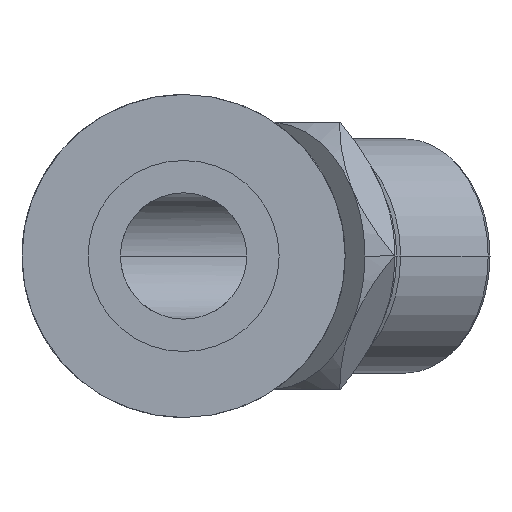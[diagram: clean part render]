
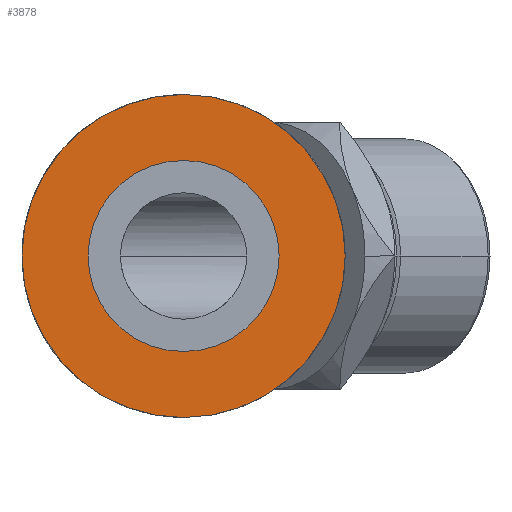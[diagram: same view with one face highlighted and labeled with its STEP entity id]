
A CAD part, left-side view. The second image highlights one B-rep face of the part: STEP entity #3878.
In plain terms, the highlighted planar face has unit normal (-1, 0, 0).
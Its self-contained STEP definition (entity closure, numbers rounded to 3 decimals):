
#114 = CARTESIAN_POINT ( 'NONE',  ( 0., 0., 11.5 ) ) ;
#206 = CARTESIAN_POINT ( 'NONE',  ( 0., 0., 0. ) ) ;
#442 = EDGE_CURVE ( 'NONE', #1648, #5209, #6296, .T. ) ;
#758 = EDGE_CURVE ( 'NONE', #7286, #3832, #8278, .T. ) ;
#875 = DIRECTION ( 'NONE',  ( 1., 0., 0. ) ) ;
#1481 = DIRECTION ( 'NONE',  ( 0., 0., -1. ) ) ;
#1626 = DIRECTION ( 'NONE',  ( -1., 0., 0. ) ) ;
#1648 = VERTEX_POINT ( 'NONE', #114 ) ;
#2367 = AXIS2_PLACEMENT_3D ( 'NONE', #4971, #1626, #8374 ) ;
#2447 = DIRECTION ( 'NONE',  ( 1., 0., 0. ) ) ;
#2601 = DIRECTION ( 'NONE',  ( 0., 0., -1. ) ) ;
#2807 = CIRCLE ( 'NONE', #3921, 11.5 ) ;
#3269 = PLANE ( 'NONE',  #5460 ) ;
#3804 = FACE_BOUND ( 'NONE', #7106, .T. ) ;
#3832 = VERTEX_POINT ( 'NONE', #8614 ) ;
#3878 = ADVANCED_FACE ( 'NONE', ( #3804, #8531 ), #3269, .F. ) ;
#3921 = AXIS2_PLACEMENT_3D ( 'NONE', #4276, #7017, #7815 ) ;
#4127 = ORIENTED_EDGE ( 'NONE', *, *, #442, .T. ) ;
#4276 = CARTESIAN_POINT ( 'NONE',  ( 0., 0., 0. ) ) ;
#4329 = ORIENTED_EDGE ( 'NONE', *, *, #5384, .T. ) ;
#4598 = AXIS2_PLACEMENT_3D ( 'NONE', #206, #875, #1481 ) ;
#4728 = CARTESIAN_POINT ( 'NONE',  ( 0., 0., 6.8 ) ) ;
#4971 = CARTESIAN_POINT ( 'NONE',  ( 0., 0., 0. ) ) ;
#5143 = ORIENTED_EDGE ( 'NONE', *, *, #758, .T. ) ;
#5209 = VERTEX_POINT ( 'NONE', #6523 ) ;
#5384 = EDGE_CURVE ( 'NONE', #3832, #7286, #7438, .T. ) ;
#5460 = AXIS2_PLACEMENT_3D ( 'NONE', #8488, #2447, #7823 ) ;
#5855 = CARTESIAN_POINT ( 'NONE',  ( 0., 0., 0. ) ) ;
#5886 = AXIS2_PLACEMENT_3D ( 'NONE', #5855, #6437, #2601 ) ;
#6296 = CIRCLE ( 'NONE', #2367, 11.5 ) ;
#6437 = DIRECTION ( 'NONE',  ( 1., 0., 0. ) ) ;
#6523 = CARTESIAN_POINT ( 'NONE',  ( 0., 0., -11.5 ) ) ;
#6596 = ORIENTED_EDGE ( 'NONE', *, *, #7566, .T. ) ;
#7017 = DIRECTION ( 'NONE',  ( -1., 0., 0. ) ) ;
#7106 = EDGE_LOOP ( 'NONE', ( #5143, #4329 ) ) ;
#7286 = VERTEX_POINT ( 'NONE', #4728 ) ;
#7438 = CIRCLE ( 'NONE', #5886, 6.8 ) ;
#7566 = EDGE_CURVE ( 'NONE', #5209, #1648, #2807, .T. ) ;
#7815 = DIRECTION ( 'NONE',  ( 0., 0., 1. ) ) ;
#7823 = DIRECTION ( 'NONE',  ( 0., 0., -1. ) ) ;
#8278 = CIRCLE ( 'NONE', #4598, 6.8 ) ;
#8374 = DIRECTION ( 'NONE',  ( 0., 0., 1. ) ) ;
#8488 = CARTESIAN_POINT ( 'NONE',  ( 0., 0., 0. ) ) ;
#8531 = FACE_OUTER_BOUND ( 'NONE', #8665, .T. ) ;
#8614 = CARTESIAN_POINT ( 'NONE',  ( 0., 0., -6.8 ) ) ;
#8665 = EDGE_LOOP ( 'NONE', ( #4127, #6596 ) ) ;
